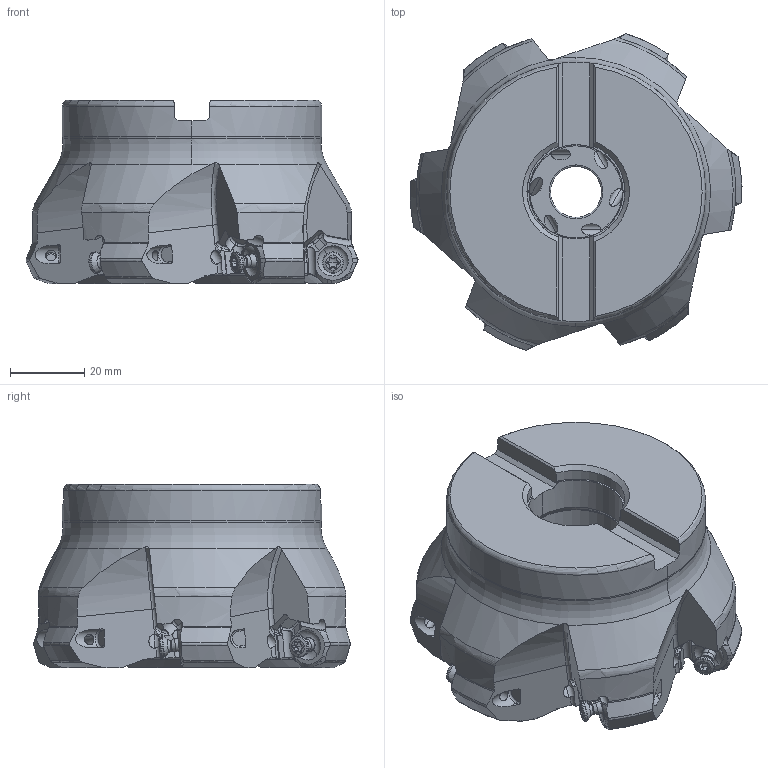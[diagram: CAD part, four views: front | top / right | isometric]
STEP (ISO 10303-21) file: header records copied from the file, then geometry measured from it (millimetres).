
FILE_DESCRIPTION(/* description */ (''),/* implementation_level */ '2;1');
FILE_NAME(/* name */ 'AHX475SUR0306CA.stp',/* time_stamp */ '2017-10-10T15:50:52+09:00',/* author */ (''),/* organization */ (''),/* preprocessor_version */ 'ST-DEVELOPER v16',/* originating_system */ 'SIEMENS PLM Software NX 10.0',/* authorisation */ '');
FILE_SCHEMA (('AUTOMOTIVE_DESIGN { 1 0 10303 214 3 1 1 1 }'));
Length unit declared in the file: millimetre
Products named in the file (1): AHX475SUR0306CA_ASM
Bounding box: 89.44 x 85.28 x 49.48 mm (x, y, z)
Volume: 182424.9 mm3; surface area: 29503.2 mm2
Topology: 7 solids, 7 shells, 837 faces, 2384 edges, 1550 vertices
Faces by surface type: cylinder 330, torus 178, plane 171, cone 86, extrusion 36, bspline 24, sphere 12
Entity records: 33788 total; most frequent: CARTESIAN_POINT 12205, ORIENTED_EDGE 4744, DIRECTION 4383, EDGE_CURVE 2372, AXIS2_PLACEMENT_3D 1847, VERTEX_POINT 1550, EDGE_LOOP 864, CIRCLE 858
